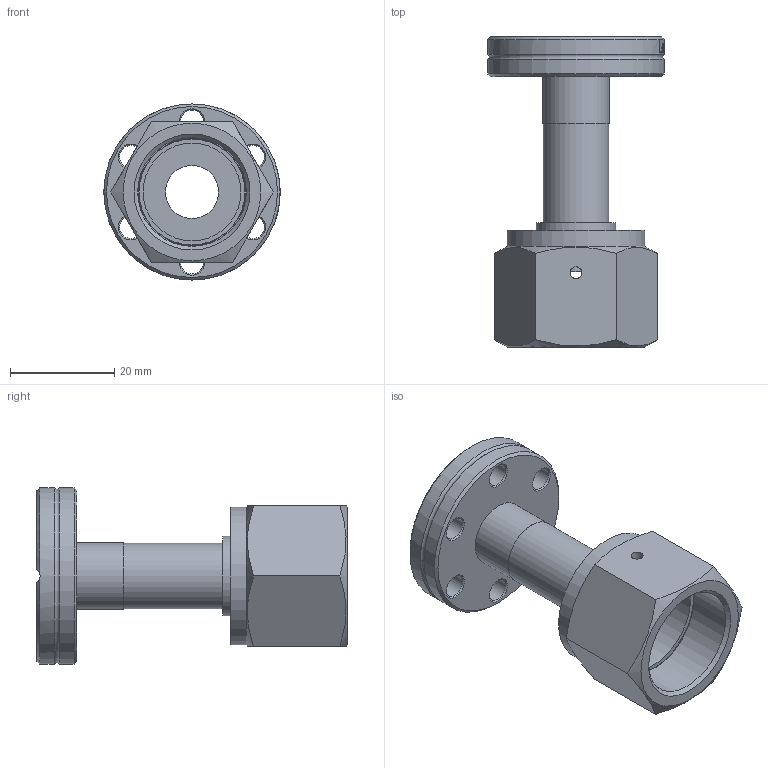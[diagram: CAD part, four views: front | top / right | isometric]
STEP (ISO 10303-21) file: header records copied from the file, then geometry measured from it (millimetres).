
FILE_DESCRIPTION(/* description */ (''),/* implementation_level */ '2;1');
FILE_NAME(/* name */ 'FL-VCRF50-16CF.stp',/* time_stamp */ '2019-03-21T13:51:33+00:00',/* author */ ('paul'),/* organization */ (''),/* preprocessor_version */ 'ST-DEVELOPER v17.2',/* originating_system */ 'Autodesk Inventor 2019',/* authorisation */ '');
FILE_SCHEMA (('AUTOMOTIVE_DESIGN { 1 0 10303 214 3 1 1 }'));
Length unit declared in the file: inch
Products named in the file (5): FL-VCR25-16CF; FL-16CF; RM-6LV-8-VCR-3S-8TB7; Ext tube; RM-SS-8-VCR-1
Assembly tree (4 placements, depth 2):
  FL-VCR25-16CF
    FL-16CF
    RM-6LV-8-VCR-3S-8TB7
    Ext tube
    RM-SS-8-VCR-1
Bounding box: 33.8 x 59.48 x 33.8 mm (x, y, z)
Volume: 14523.7 mm3; surface area: 11302.9 mm2
Topology: 4 solids, 4 shells, 159 faces, 432 edges, 293 vertices
Faces by surface type: plane 63, bspline 41, cylinder 33, cone 21, torus 1
Full cylindrical faces by diameter (mm): 2.286 x2, 4.4 x6, 10.16 x2, 12.649 x1, 12.7 x2, 15.24 x1, 15.494 x1, 18.796 x1, 20.32 x1, 20.574 x1, 20.851 x1, 21.4 x1, 26.416 x1, 33.8 x2
Entity records: 6793 total; most frequent: CARTESIAN_POINT 2645, ORIENTED_EDGE 864, DIRECTION 740, EDGE_CURVE 432, VERTEX_POINT 293, AXIS2_PLACEMENT_3D 290, EDGE_LOOP 195, LINE 160
